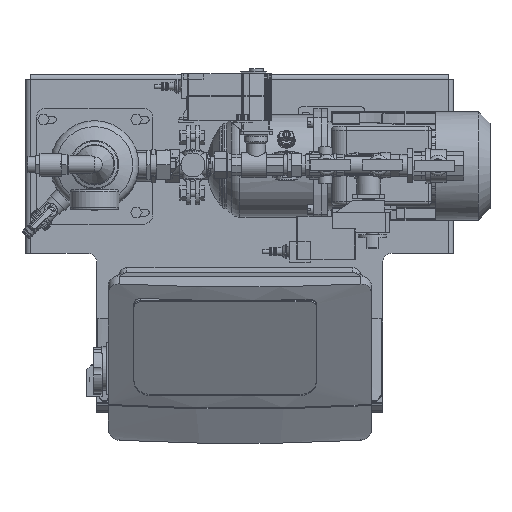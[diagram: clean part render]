
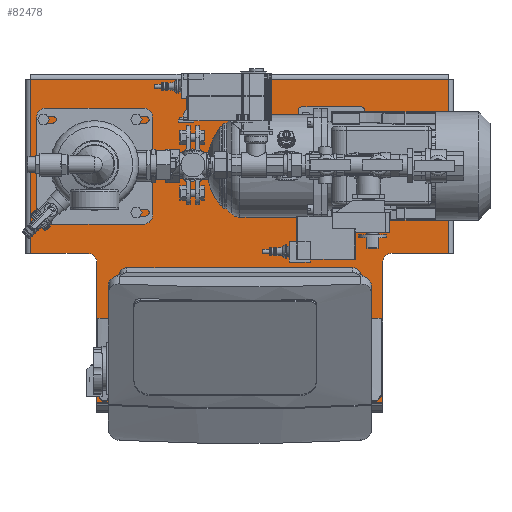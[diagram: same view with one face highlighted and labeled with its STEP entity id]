
A CAD part, top view. The second image highlights one B-rep face of the part: STEP entity #82478.
In plain terms, the highlighted planar face has unit normal (0, 0, 1).
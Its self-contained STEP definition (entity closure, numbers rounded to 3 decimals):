
#3970=LINE('',#125793,#13186);
#3973=LINE('',#125801,#13189);
#3981=LINE('',#125827,#13197);
#3982=LINE('',#125830,#13198);
#3983=LINE('',#125832,#13199);
#3984=LINE('',#125834,#13200);
#3985=LINE('',#125836,#13201);
#3986=LINE('',#125837,#13202);
#13186=VECTOR('',#101579,10.);
#13189=VECTOR('',#101584,10.);
#13197=VECTOR('',#101608,10.);
#13198=VECTOR('',#101611,10.);
#13199=VECTOR('',#101612,10.);
#13200=VECTOR('',#101613,10.);
#13201=VECTOR('',#101614,10.);
#13202=VECTOR('',#101615,10.);
#20592=PLANE('',#88558);
#26811=FACE_OUTER_BOUND('',#32253,.T.);
#32253=EDGE_LOOP('',(#65646,#65647,#65648,#65649,#65650,#65651,#65652,#65653,
#65654,#65655));
#36646=CIRCLE('',#88543,12.5);
#36656=CIRCLE('',#88556,12.5);
#40683=VERTEX_POINT('',#125767);
#40684=VERTEX_POINT('',#125769);
#40694=VERTEX_POINT('',#125791);
#40697=VERTEX_POINT('',#125798);
#40698=VERTEX_POINT('',#125800);
#40708=VERTEX_POINT('',#125822);
#40709=VERTEX_POINT('',#125829);
#40710=VERTEX_POINT('',#125831);
#40711=VERTEX_POINT('',#125833);
#40712=VERTEX_POINT('',#125835);
#49821=EDGE_CURVE('',#40684,#40683,#36646,.T.);
#49833=EDGE_CURVE('',#40683,#40694,#3970,.T.);
#49836=EDGE_CURVE('',#40698,#40697,#3973,.T.);
#49848=EDGE_CURVE('',#40697,#40708,#36656,.T.);
#49850=EDGE_CURVE('',#40698,#40694,#3981,.T.);
#49851=EDGE_CURVE('',#40709,#40684,#3982,.T.);
#49852=EDGE_CURVE('',#40708,#40710,#3983,.T.);
#49853=EDGE_CURVE('',#40711,#40710,#3984,.T.);
#49854=EDGE_CURVE('',#40711,#40712,#3985,.T.);
#49855=EDGE_CURVE('',#40709,#40712,#3986,.T.);
#65646=ORIENTED_EDGE('',*,*,#49851,.T.);
#65647=ORIENTED_EDGE('',*,*,#49821,.T.);
#65648=ORIENTED_EDGE('',*,*,#49833,.T.);
#65649=ORIENTED_EDGE('',*,*,#49850,.F.);
#65650=ORIENTED_EDGE('',*,*,#49836,.T.);
#65651=ORIENTED_EDGE('',*,*,#49848,.T.);
#65652=ORIENTED_EDGE('',*,*,#49852,.T.);
#65653=ORIENTED_EDGE('',*,*,#49853,.F.);
#65654=ORIENTED_EDGE('',*,*,#49854,.T.);
#65655=ORIENTED_EDGE('',*,*,#49855,.F.);
#82478=ADVANCED_FACE('',(#26811),#20592,.T.);
#88543=AXIS2_PLACEMENT_3D('',#125770,#101560,#101561);
#88556=AXIS2_PLACEMENT_3D('',#125824,#101603,#101604);
#88558=AXIS2_PLACEMENT_3D('',#125828,#101609,#101610);
#101560=DIRECTION('center_axis',(0.,0.,
-1.));
#101561=DIRECTION('ref_axis',(1.,0.,0.));
#101579=DIRECTION('',(0.,-1.,0.));
#101584=DIRECTION('',(0.,1.,0.));
#101603=DIRECTION('center_axis',(0.,0.,
-1.));
#101604=DIRECTION('ref_axis',(0.,1.,0.));
#101608=DIRECTION('',(-1.,0.,0.));
#101609=DIRECTION('center_axis',(0.,0.,
1.));
#101610=DIRECTION('ref_axis',(0.,1.,0.));
#101611=DIRECTION('',(1.,0.,0.));
#101612=DIRECTION('',(1.,0.,0.));
#101613=DIRECTION('',(0.,-1.,0.));
#101614=DIRECTION('',(-1.,0.,0.));
#101615=DIRECTION('',(0.,1.,0.));
#125767=CARTESIAN_POINT('',(-184.5,193.,30.));
#125769=CARTESIAN_POINT('',(-197.,205.5,30.));
#125770=CARTESIAN_POINT('Origin',(-197.,193.,30.));
#125791=CARTESIAN_POINT('',(-184.5,12.692,30.));
#125793=CARTESIAN_POINT('',(-184.5,102.846,30.));
#125798=CARTESIAN_POINT('',(184.5,193.,30.));
#125800=CARTESIAN_POINT('',(184.5,12.692,30.));
#125801=CARTESIAN_POINT('',(184.5,6.346,30.));
#125822=CARTESIAN_POINT('',(197.,205.5,30.));
#125824=CARTESIAN_POINT('Origin',(197.,193.,30.));
#125827=CARTESIAN_POINT('',(0.,12.692,30.));
#125828=CARTESIAN_POINT('Origin',(0.,12.692,
30.));
#125829=CARTESIAN_POINT('',(-270.,205.5,30.));
#125830=CARTESIAN_POINT('',(-135.,205.5,30.));
#125831=CARTESIAN_POINT('',(270.,205.5,30.));
#125832=CARTESIAN_POINT('',(98.5,205.5,30.));
#125833=CARTESIAN_POINT('',(270.,430.5,30.));
#125834=CARTESIAN_POINT('',(270.,12.692,30.));
#125835=CARTESIAN_POINT('',(-270.,430.5,30.));
#125836=CARTESIAN_POINT('',(0.,430.5,30.));
#125837=CARTESIAN_POINT('',(-270.,12.692,30.));
